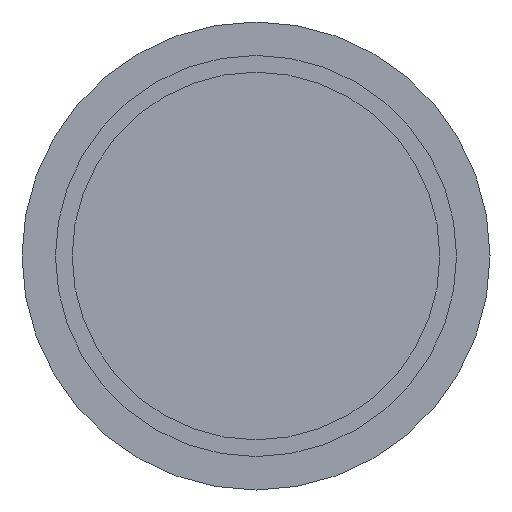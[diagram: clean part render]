
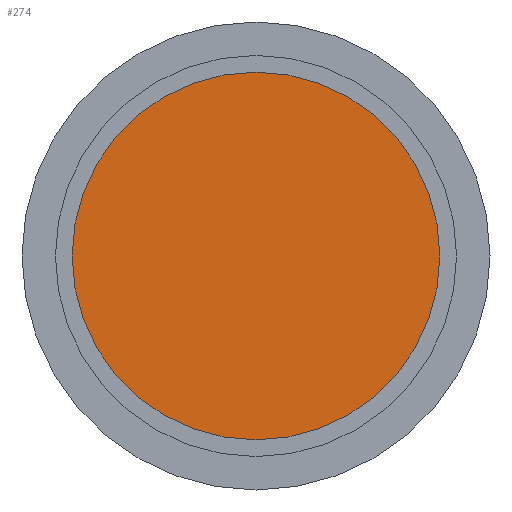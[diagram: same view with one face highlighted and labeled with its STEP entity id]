
A CAD part, left-side view. The second image highlights one B-rep face of the part: STEP entity #274.
In plain terms, the highlighted planar face has unit normal (-1, 0, 0).
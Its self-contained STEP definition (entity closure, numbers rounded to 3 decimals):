
#255 = VERTEX_POINT('',#256);
#256 = CARTESIAN_POINT('',(-15.1,0.,1.375));
#262 = EDGE_CURVE('',#255,#255,#263,.T.);
#263 = CIRCLE('',#264,1.375);
#264 = AXIS2_PLACEMENT_3D('',#265,#266,#267);
#265 = CARTESIAN_POINT('',(-15.1,0.,0.));
#266 = DIRECTION('',(1.,0.,-0.));
#267 = DIRECTION('',(0.,0.,1.));
#274 = ADVANCED_FACE('',(#275),#278,.F.);
#275 = FACE_BOUND('',#276,.F.);
#276 = EDGE_LOOP('',(#277));
#277 = ORIENTED_EDGE('',*,*,#262,.T.);
#278 = PLANE('',#279);
#279 = AXIS2_PLACEMENT_3D('',#280,#281,#282);
#280 = CARTESIAN_POINT('',(-15.1,0.,0.));
#281 = DIRECTION('',(1.,0.,0.));
#282 = DIRECTION('',(0.,0.,1.));
